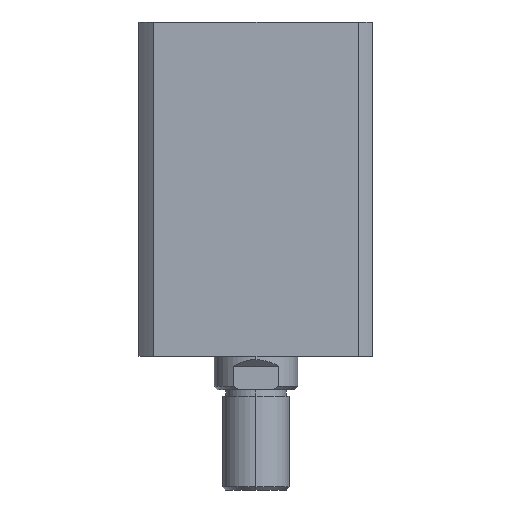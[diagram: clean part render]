
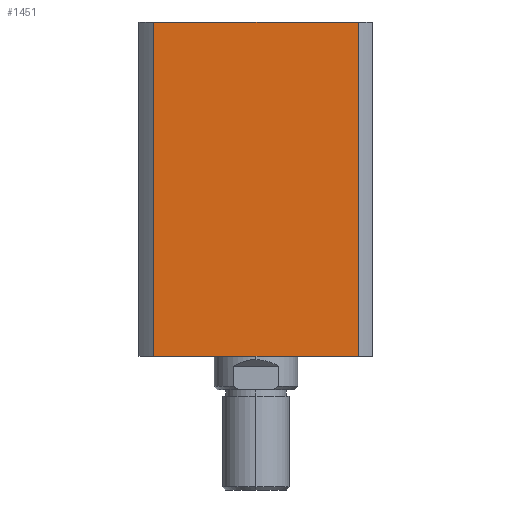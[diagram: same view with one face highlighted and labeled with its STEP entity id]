
A CAD part, left-side view. The second image highlights one B-rep face of the part: STEP entity #1451.
In plain terms, the highlighted planar face has unit normal (-1, 0, 0).
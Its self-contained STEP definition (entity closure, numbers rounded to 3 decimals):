
#23 = VERTEX_POINT ( 'NONE', #1726 ) ;
#32 = VERTEX_POINT ( 'NONE', #1739 ) ;
#46 = VERTEX_POINT ( 'NONE', #1596 ) ;
#96 = VERTEX_POINT ( 'NONE', #1756 ) ;
#283 = EDGE_LOOP ( 'NONE', ( #1860, #1861, #1862, #1863 ) ) ;
#576 = EDGE_CURVE ( 'NONE', #32, #46, #2115, .T. ) ;
#577 = EDGE_CURVE ( 'NONE', #46, #96, #2121, .T. ) ;
#578 = EDGE_CURVE ( 'NONE', #23, #96, #2123, .T. ) ;
#580 = EDGE_CURVE ( 'NONE', #32, #23, #2127, .T. ) ;
#899 = AXIS2_PLACEMENT_3D ( 'NONE', #2836, #2841, #2842 ) ;
#1000 = DIRECTION ( 'NONE',  ( 0., 0., -1. ) ) ;
#1001 = CARTESIAN_POINT ( 'NONE',  ( -35., 0., 100. ) ) ;
#1004 = DIRECTION ( 'NONE',  ( 0., 0., -1. ) ) ;
#1013 = DIRECTION ( 'NONE',  ( 0., -1., 0. ) ) ;
#1014 = DIRECTION ( 'NONE',  ( 0., -1., 0. ) ) ;
#1019 = CARTESIAN_POINT ( 'NONE',  ( -35., 30.615, 100. ) ) ;
#1028 = CARTESIAN_POINT ( 'NONE',  ( -35., -30.615, 100. ) ) ;
#1032 = CARTESIAN_POINT ( 'NONE',  ( -35., 0., 0. ) ) ;
#1451 = ADVANCED_FACE ( 'NONE', ( #2519 ), #2838, .F. ) ;
#1596 = CARTESIAN_POINT ( 'NONE',  ( -35., -30.615, 100. ) ) ;
#1726 = CARTESIAN_POINT ( 'NONE',  ( -35., 30.615, 0. ) ) ;
#1739 = CARTESIAN_POINT ( 'NONE',  ( -35., 30.615, 100. ) ) ;
#1756 = CARTESIAN_POINT ( 'NONE',  ( -35., -30.615, 0. ) ) ;
#1860 = ORIENTED_EDGE ( 'NONE', *, *, #578, .T. ) ;
#1861 = ORIENTED_EDGE ( 'NONE', *, *, #577, .F. ) ;
#1862 = ORIENTED_EDGE ( 'NONE', *, *, #576, .F. ) ;
#1863 = ORIENTED_EDGE ( 'NONE', *, *, #580, .T. ) ;
#2115 = LINE ( 'NONE', #1001, #2122 ) ;
#2121 = LINE ( 'NONE', #1028, #2124 ) ;
#2122 = VECTOR ( 'NONE', #1013, 1000. ) ;
#2123 = LINE ( 'NONE', #1032, #2126 ) ;
#2124 = VECTOR ( 'NONE', #1000, 1000. ) ;
#2126 = VECTOR ( 'NONE', #1014, 1000. ) ;
#2127 = LINE ( 'NONE', #1019, #2129 ) ;
#2129 = VECTOR ( 'NONE', #1004, 1000. ) ;
#2519 = FACE_OUTER_BOUND ( 'NONE', #283, .T. ) ;
#2836 = CARTESIAN_POINT ( 'NONE',  ( -35., 0., 100. ) ) ;
#2838 = PLANE ( 'NONE',  #899 ) ;
#2841 = DIRECTION ( 'NONE',  ( 1., 0., 0. ) ) ;
#2842 = DIRECTION ( 'NONE',  ( 0., 0., -1. ) ) ;
